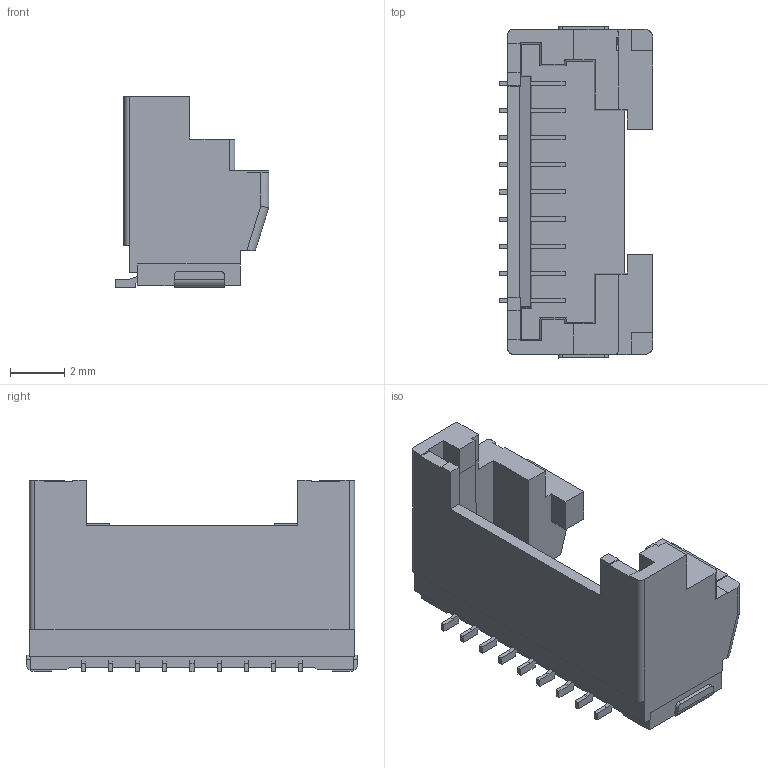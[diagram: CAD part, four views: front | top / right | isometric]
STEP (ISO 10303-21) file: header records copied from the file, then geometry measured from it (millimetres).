
FILE_DESCRIPTION(('CoCreate Modeling STEP Export'),'2;1');
FILE_NAME('DF50A-9P-1V(51).stp','2014-07-30T10:28:58',(''),(''),'CoCreate Modeling STEP processor for AP214 (Solid Model)','CoCreate Modeling 17.0 01-Apr-2010 (C) Parametric Technology GmbH','');
FILE_SCHEMA(('AUTOMOTIVE_DESIGN { 1 0 10303 214 1 1 1 1 }'));
Length unit declared in the file: millimetre
Products named in the file (1): DF50A-9P-1V
Bounding box: 5.67 x 12.25 x 7.05 mm (x, y, z)
Volume: 170.4 mm3; surface area: 461.7 mm2
Topology: 1 solids, 1 shells, 237 faces, 700 edges, 465 vertices
Faces by surface type: plane 212, cylinder 25
Entity records: 7693 total; most frequent: ORIENTED_EDGE 1400, CARTESIAN_POINT 1377, DIRECTION 1191, EDGE_CURVE 700, VECTOR 633, LINE 633, VERTEX_POINT 465, AXIS2_PLACEMENT_3D 279
